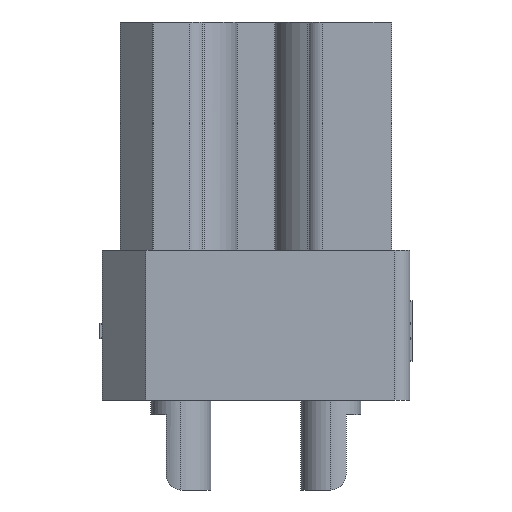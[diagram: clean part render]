
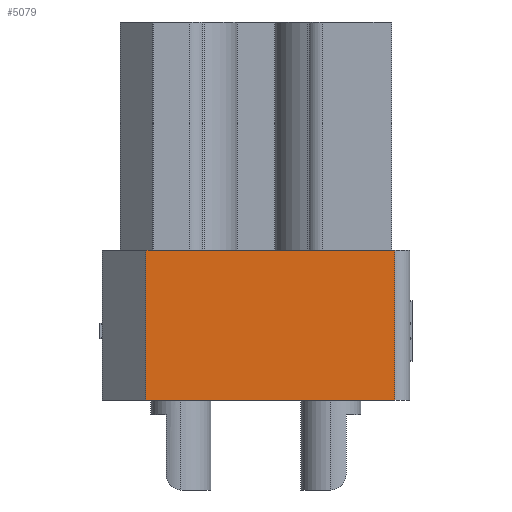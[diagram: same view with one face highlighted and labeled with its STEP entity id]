
A CAD part, left-side view. The second image highlights one B-rep face of the part: STEP entity #5079.
In plain terms, the highlighted planar face has unit normal (-1, 0, 0).
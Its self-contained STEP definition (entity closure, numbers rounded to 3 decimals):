
#44 = EDGE_CURVE ( 'NONE', #2702, #616, #3942, .T. ) ;
#616 = VERTEX_POINT ( 'NONE', #5212 ) ;
#708 = VECTOR ( 'NONE', #6058, 1000. ) ;
#773 = DIRECTION ( 'NONE',  ( 0., 0., 1. ) ) ;
#867 = CARTESIAN_POINT ( 'NONE',  ( 0., 8.792, -15. ) ) ;
#927 = DIRECTION ( 'NONE',  ( 0., -1., 0. ) ) ;
#1519 = VECTOR ( 'NONE', #927, 1000. ) ;
#1902 = CARTESIAN_POINT ( 'NONE',  ( 0., 0., -15. ) ) ;
#2007 = ORIENTED_EDGE ( 'NONE', *, *, #2232, .F. ) ;
#2021 = ORIENTED_EDGE ( 'NONE', *, *, #5957, .F. ) ;
#2074 = ORIENTED_EDGE ( 'NONE', *, *, #2901, .T. ) ;
#2156 = PLANE ( 'NONE',  #2689 ) ;
#2232 = EDGE_CURVE ( 'NONE', #2702, #4164, #5895, .T. ) ;
#2682 = CARTESIAN_POINT ( 'NONE',  ( 0., 0.5, -15. ) ) ;
#2689 = AXIS2_PLACEMENT_3D ( 'NONE', #867, #2851, #773 ) ;
#2702 = VERTEX_POINT ( 'NONE', #5054 ) ;
#2734 = VECTOR ( 'NONE', #3911, 1000. ) ;
#2851 = DIRECTION ( 'NONE',  ( -1., 0., 0. ) ) ;
#2901 = EDGE_CURVE ( 'NONE', #616, #6017, #3870, .T. ) ;
#2914 = CARTESIAN_POINT ( 'NONE',  ( 0., 8.792, -15. ) ) ;
#3224 = LINE ( 'NONE', #6093, #708 ) ;
#3870 = LINE ( 'NONE', #5928, #1519 ) ;
#3911 = DIRECTION ( 'NONE',  ( 0., 0., -1. ) ) ;
#3942 = LINE ( 'NONE', #2914, #2734 ) ;
#4062 = CARTESIAN_POINT ( 'NONE',  ( 0., 0.5, -20. ) ) ;
#4164 = VERTEX_POINT ( 'NONE', #2682 ) ;
#4464 = ORIENTED_EDGE ( 'NONE', *, *, #44, .T. ) ;
#4719 = EDGE_LOOP ( 'NONE', ( #2007, #4464, #2074, #2021 ) ) ;
#4728 = FACE_OUTER_BOUND ( 'NONE', #4719, .T. ) ;
#5054 = CARTESIAN_POINT ( 'NONE',  ( 0., 8.792, -15. ) ) ;
#5079 = ADVANCED_FACE ( 'NONE', ( #4728 ), #2156, .T. ) ;
#5212 = CARTESIAN_POINT ( 'NONE',  ( 0., 8.792, -20. ) ) ;
#5860 = DIRECTION ( 'NONE',  ( 0., -1., 0. ) ) ;
#5895 = LINE ( 'NONE', #1902, #6180 ) ;
#5928 = CARTESIAN_POINT ( 'NONE',  ( 0., 0., -20. ) ) ;
#5957 = EDGE_CURVE ( 'NONE', #4164, #6017, #3224, .T. ) ;
#6017 = VERTEX_POINT ( 'NONE', #4062 ) ;
#6058 = DIRECTION ( 'NONE',  ( 0., 0., -1. ) ) ;
#6093 = CARTESIAN_POINT ( 'NONE',  ( 0., 0.5, -15. ) ) ;
#6180 = VECTOR ( 'NONE', #5860, 1000. ) ;
